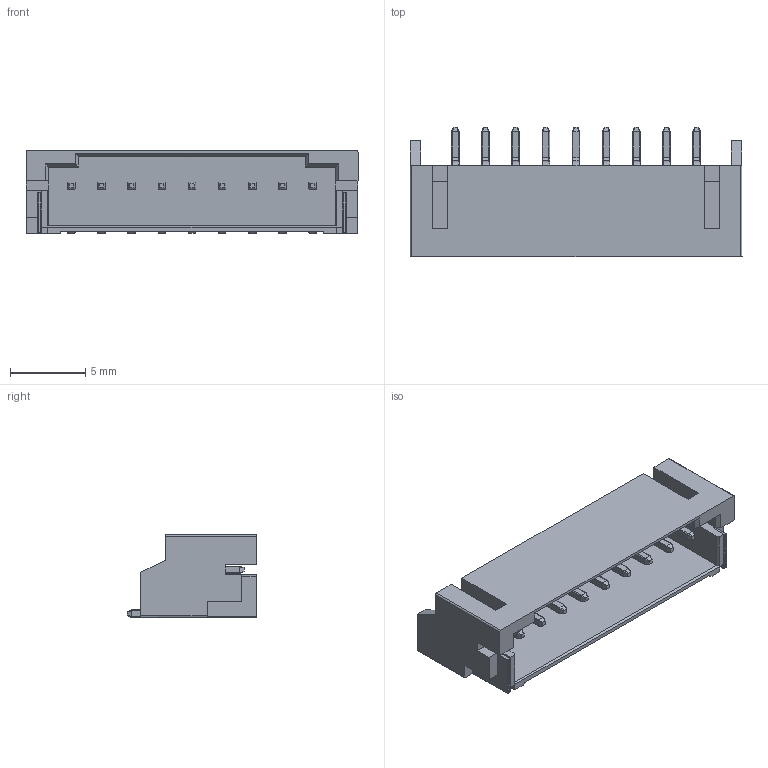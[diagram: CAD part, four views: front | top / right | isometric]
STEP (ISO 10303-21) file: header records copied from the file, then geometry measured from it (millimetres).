
FILE_DESCRIPTION (( 'STEP AP214' ), '1' );
FILE_NAME ('User Library-PH2.0-9PWB.STEP', '2025-05-28T03:18:13', ( '' ), ( '' ), 'SwSTEP 2.0', 'SolidWorks 2022', '' );
FILE_SCHEMA (( 'AUTOMOTIVE_DESIGN' ));
Length unit declared in the file: millimetre
Products named in the file (10): PH2.0-9PWB.STP; PH2_0_SMD-W-9P-556_ASM.STP; Designator11.STP; User Library-PH2.0-9PWB; PH2_0_SMD-W-9P-5969_ASM.STP; 3_1_2_3_4_5_6_700.STP; PH2.0_SMD-W-9P.STP; 1_1_2_3_4_5_6_700.STP; PH2_0_SMD-W__1_2_30005.STP; 2_1_2_3_4_5_6_700.STP
Assembly tree (17 placements, depth 7):
  User Library-PH2.0-9PWB
    PH2.0-9PWB.STP
      Designator11.STP
        PH2.0_SMD-W-9P.STP
          PH2_0_SMD-W-9P-5969_ASM.STP
            PH2_0_SMD-W-9P-556_ASM.STP
              2_1_2_3_4_5_6_700.STP
              1_1_2_3_4_5_6_700.STP
              3_1_2_3_4_5_6_700.STP
            PH2_0_SMD-W__1_2_30005.STP  x9
Bounding box: 22 x 8.6 x 5.5 mm (x, y, z)
Volume: 273.5 mm3; surface area: 1085.4 mm2
Topology: 12 solids, 12 shells, 748 faces, 1867 edges, 1136 vertices
Faces by surface type: plane 391, cylinder 281, bspline 76
Entity records: 7434 total; most frequent: CARTESIAN_POINT 2397, ORIENTED_EDGE 1310, EDGE_CURVE 655, B_SPLINE_CURVE_WITH_KNOTS 595, DIRECTION 518, VERTEX_POINT 416, AXIS2_PLACEMENT_3D 257, EDGE_LOOP 245
